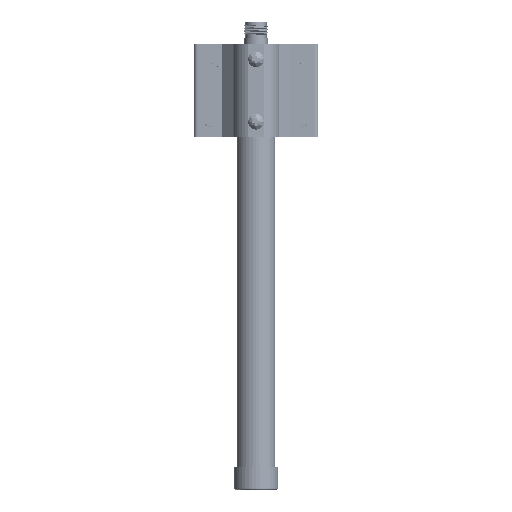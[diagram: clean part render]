
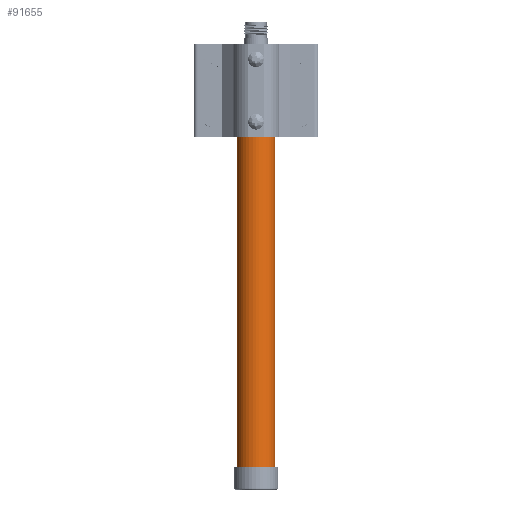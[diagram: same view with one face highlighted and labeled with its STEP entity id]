
A CAD part, front view. The second image highlights one B-rep face of the part: STEP entity #91655.
In plain terms, the highlighted cylindrical face has radius 12.5 mm (diameter 25 mm), a partial arc.
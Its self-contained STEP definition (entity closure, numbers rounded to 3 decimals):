
#6376 = AXIS2_PLACEMENT_3D ( 'NONE', #77135, #65969, #33146 ) ;
#7269 = ORIENTED_EDGE ( 'NONE', *, *, #106671, .T. ) ;
#8211 = CIRCLE ( 'NONE', #141719, 12.5 ) ;
#12222 = CARTESIAN_POINT ( 'NONE',  ( -12.5, 0., 14.2 ) ) ;
#14223 = VECTOR ( 'NONE', #23373, 1000. ) ;
#16377 = EDGE_CURVE ( 'NONE', #125843, #144594, #71386, .T. ) ;
#18953 = AXIS2_PLACEMENT_3D ( 'NONE', #105090, #103636, #58809 ) ;
#23373 = DIRECTION ( 'NONE',  ( 0., 0., -1. ) ) ;
#24656 = ORIENTED_EDGE ( 'NONE', *, *, #16377, .T. ) ;
#28475 = CARTESIAN_POINT ( 'NONE',  ( 12.5, 0., -58. ) ) ;
#33146 = DIRECTION ( 'NONE',  ( -1., 0., 0. ) ) ;
#33885 = FACE_OUTER_BOUND ( 'NONE', #108243, .T. ) ;
#38381 = EDGE_CURVE ( 'NONE', #144594, #107014, #136859, .T. ) ;
#41497 = ORIENTED_EDGE ( 'NONE', *, *, #115019, .F. ) ;
#58809 = DIRECTION ( 'NONE',  ( -1., 0., 0. ) ) ;
#60764 = CARTESIAN_POINT ( 'NONE',  ( 12.5, 0., 14.2 ) ) ;
#65969 = DIRECTION ( 'NONE',  ( 0., 0., -1. ) ) ;
#66102 = VERTEX_POINT ( 'NONE', #70350 ) ;
#70350 = CARTESIAN_POINT ( 'NONE',  ( 12.5, 0., -269. ) ) ;
#71386 = CIRCLE ( 'NONE', #18953, 12.5 ) ;
#77135 = CARTESIAN_POINT ( 'NONE',  ( 0., 0., 14.2 ) ) ;
#80082 = CYLINDRICAL_SURFACE ( 'NONE', #6376, 12.5 ) ;
#83916 = DIRECTION ( 'NONE',  ( 0., 0., -1. ) ) ;
#84844 = DIRECTION ( 'NONE',  ( 0., 0., 1. ) ) ;
#86520 = CARTESIAN_POINT ( 'NONE',  ( -12.5, 0., -269. ) ) ;
#91655 = ADVANCED_FACE ( 'NONE', ( #33885 ), #80082, .T. ) ;
#95308 = CARTESIAN_POINT ( 'NONE',  ( 0., 0., -269. ) ) ;
#103636 = DIRECTION ( 'NONE',  ( 0., 0., -1. ) ) ;
#105090 = CARTESIAN_POINT ( 'NONE',  ( 0., 0., -58. ) ) ;
#106671 = EDGE_CURVE ( 'NONE', #107014, #66102, #8211, .T. ) ;
#107014 = VERTEX_POINT ( 'NONE', #86520 ) ;
#108243 = EDGE_LOOP ( 'NONE', ( #41497, #24656, #141241, #7269 ) ) ;
#115019 = EDGE_CURVE ( 'NONE', #125843, #66102, #130994, .T. ) ;
#115430 = CARTESIAN_POINT ( 'NONE',  ( -12.5, 0., -58. ) ) ;
#116387 = VECTOR ( 'NONE', #83916, 1000. ) ;
#125843 = VERTEX_POINT ( 'NONE', #28475 ) ;
#130994 = LINE ( 'NONE', #60764, #116387 ) ;
#136859 = LINE ( 'NONE', #12222, #14223 ) ;
#140936 = DIRECTION ( 'NONE',  ( -1., 0., 0. ) ) ;
#141241 = ORIENTED_EDGE ( 'NONE', *, *, #38381, .T. ) ;
#141719 = AXIS2_PLACEMENT_3D ( 'NONE', #95308, #84844, #140936 ) ;
#144594 = VERTEX_POINT ( 'NONE', #115430 ) ;
